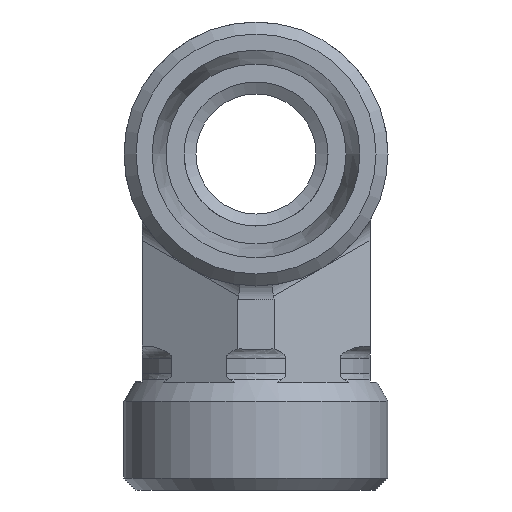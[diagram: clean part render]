
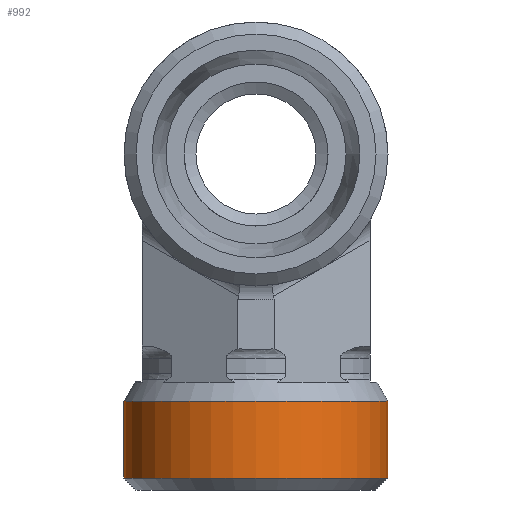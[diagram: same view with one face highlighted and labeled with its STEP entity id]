
A CAD part, front view. The second image highlights one B-rep face of the part: STEP entity #992.
In plain terms, the highlighted cylindrical face has radius 11 mm (diameter 22 mm), a full revolution.
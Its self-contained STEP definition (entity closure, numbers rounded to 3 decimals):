
#950=CARTESIAN_POINT('',(-29.985,9.544,-8.));
#951=VERTEX_POINT('',#950);
#952=CARTESIAN_POINT('',(-18.985,9.544,-8.));
#953=DIRECTION('',(0.0,0.0,-1.0));
#954=DIRECTION('',(1.0,0.0,0.0));
#955=AXIS2_PLACEMENT_3D('',#952,#953,#954);
#956=CIRCLE('',#955,11.0);
#957=EDGE_CURVE('',#951,#951,#956,.T.);
#973=CARTESIAN_POINT('',(-18.985,9.544,-9.));
#974=DIRECTION('',(0.0,0.0,1.0));
#975=DIRECTION('',(1.0,0.0,0.0));
#976=AXIS2_PLACEMENT_3D('',#973,#974,#975);
#977=CYLINDRICAL_SURFACE('',#976,11.0);
#978=CARTESIAN_POINT('',(-29.985,9.544,-1.592));
#979=VERTEX_POINT('',#978);
#980=CARTESIAN_POINT('',(-18.985,9.544,-1.592));
#981=DIRECTION('',(0.0,0.0,-1.0));
#982=DIRECTION('',(1.0,0.0,0.0));
#983=AXIS2_PLACEMENT_3D('',#980,#981,#982);
#984=CIRCLE('',#983,11.0);
#985=EDGE_CURVE('',#979,#979,#984,.T.);
#986=ORIENTED_EDGE('',*,*,#985,.T.);
#987=EDGE_LOOP('',(#986));
#988=FACE_OUTER_BOUND('',#987,.T.);
#989=ORIENTED_EDGE('',*,*,#957,.F.);
#990=EDGE_LOOP('',(#989));
#991=FACE_BOUND('',#990,.T.);
#992=ADVANCED_FACE('',(#988,#991),#977,.T.);
